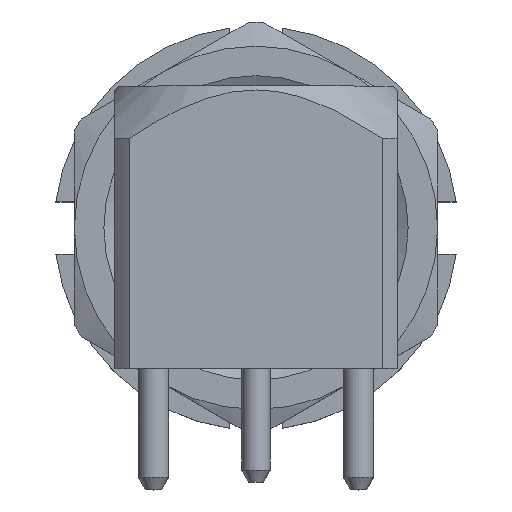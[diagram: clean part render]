
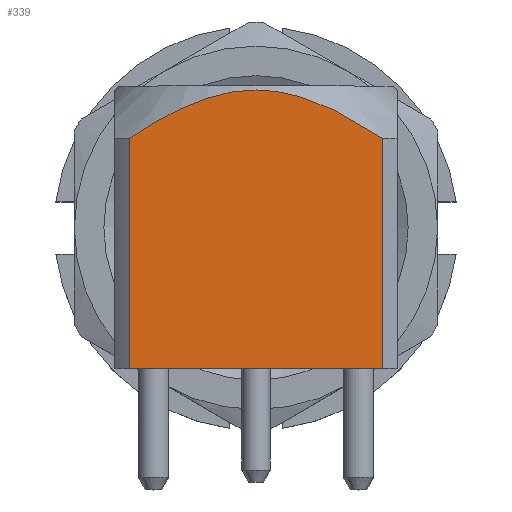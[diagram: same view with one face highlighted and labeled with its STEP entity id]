
A CAD part, top view. The second image highlights one B-rep face of the part: STEP entity #339.
In plain terms, the highlighted planar face has unit normal (0, 0, 1).
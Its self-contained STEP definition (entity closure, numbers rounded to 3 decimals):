
#339 = ADVANCED_FACE( '', ( #677 ), #678, .T. );
#677 = FACE_OUTER_BOUND( '', #1005, .T. );
#678 = PLANE( '', #1006 );
#1005 = EDGE_LOOP( '', ( #1704, #1705, #1706, #1707 ) );
#1006 = AXIS2_PLACEMENT_3D( '', #1708, #1709, #1710 );
#1704 = ORIENTED_EDGE( '', *, *, #2072, .T. );
#1705 = ORIENTED_EDGE( '', *, *, #1873, .F. );
#1706 = ORIENTED_EDGE( '', *, *, #2026, .T. );
#1707 = ORIENTED_EDGE( '', *, *, #1905, .T. );
#1708 = CARTESIAN_POINT( '', ( 3.137, 0., 3.5 ) );
#1709 = DIRECTION( '', ( 0., 0., 1. ) );
#1710 = DIRECTION( '', ( 1., 0., 0. ) );
#1873 = EDGE_CURVE( '', #2202, #2197, #2204, .T. );
#1905 = EDGE_CURVE( '', #2263, #2261, #2264, .T. );
#2026 = EDGE_CURVE( '', #2202, #2263, #2428, .T. );
#2072 = EDGE_CURVE( '', #2261, #2197, #2487, .T. );
#2197 = VERTEX_POINT( '', #2714 );
#2202 = VERTEX_POINT( '', #2720 );
#2204 = LINE( '', #2722, #2723 );
#2261 = VERTEX_POINT( '', #2830 );
#2263 = VERTEX_POINT( '', #2832 );
#2264 = LINE( '', #2833, #2834 );
#2428 = LINE( '', #3175, #3176 );
#2487 = ( BOUNDED_CURVE(  )B_SPLINE_CURVE( 2, ( #3284, #3285, #3286 ), .UNSPECIFIED., .F., .F. )B_SPLINE_CURVE_WITH_KNOTS( ( 3, 3 ), ( 0.129, 0.935 ), .UNSPECIFIED. )CURVE(  )GEOMETRIC_REPRESENTATION_ITEM(  )RATIONAL_B_SPLINE_CURVE( ( 1.146, 1.539, 1.146 ) )REPRESENTATION_ITEM( '' ) );
#2714 = CARTESIAN_POINT( '', ( -3.137, 5.7, 3.5 ) );
#2720 = CARTESIAN_POINT( '', ( -3.137, 0., 3.5 ) );
#2722 = CARTESIAN_POINT( '', ( -3.137, 0., 3.5 ) );
#2723 = VECTOR( '', #3445, 1000. );
#2830 = CARTESIAN_POINT( '', ( 3.137, 5.7, 3.5 ) );
#2832 = CARTESIAN_POINT( '', ( 3.137, 0., 3.5 ) );
#2833 = CARTESIAN_POINT( '', ( 3.137, 0., 3.5 ) );
#2834 = VECTOR( '', #3484, 1000. );
#3175 = CARTESIAN_POINT( '', ( -3.137, 0., 3.5 ) );
#3176 = VECTOR( '', #3618, 1000. );
#3284 = CARTESIAN_POINT( '', ( 3.137, 5.7, 3.5 ) );
#3285 = CARTESIAN_POINT( '', ( 0., 7.794, 3.5 ) );
#3286 = CARTESIAN_POINT( '', ( -3.137, 5.7, 3.5 ) );
#3445 = DIRECTION( '', ( 0., 1., 0. ) );
#3484 = DIRECTION( '', ( 0., 1., 0. ) );
#3618 = DIRECTION( '', ( 1., 0., 0. ) );
